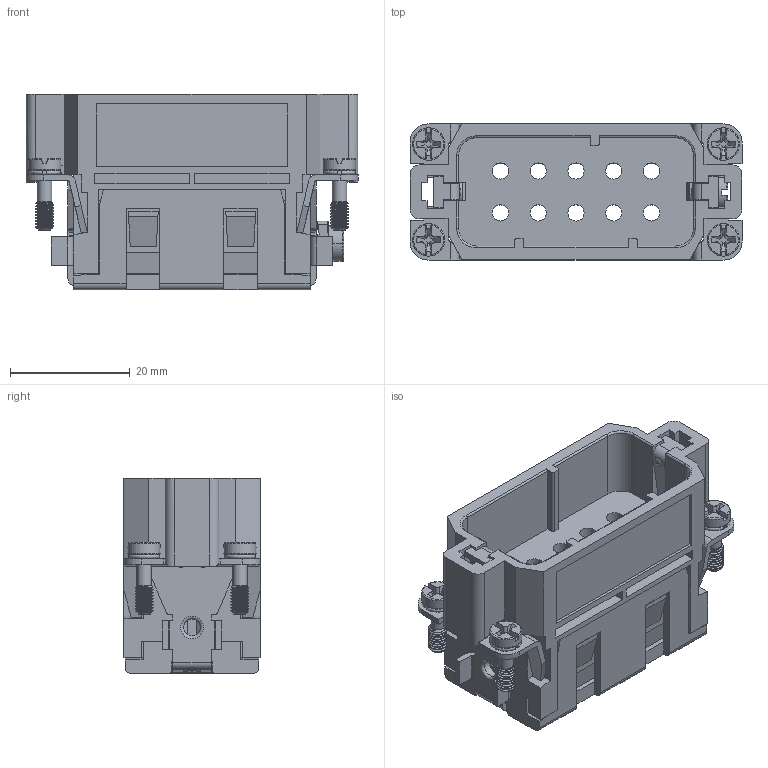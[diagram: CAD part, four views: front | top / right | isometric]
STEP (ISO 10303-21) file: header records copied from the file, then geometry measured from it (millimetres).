
FILE_DESCRIPTION(/* description */ (''),/* implementation_level */ '2;1');
FILE_NAME(/* name */ 'HA-010-MC.stp',/* time_stamp */ '2023-09-18T16:18:05+08:00',/* author */ (''),/* organization */ (''),/* preprocessor_version */ 'ST-DEVELOPER v16',/* originating_system */ 'SIEMENS PLM Software NX 10.0',/* authorisation */ '');
FILE_SCHEMA (('AUTOMOTIVE_DESIGN { 1 0 10303 214 3 1 1 1 }'));
Products named in the file (1): Admi16F8F3C4yu31
Bounding box: 55.4 x 22.7 x 32.6 mm (x, y, z)
Volume: 16384.1 mm3; surface area: 20263.5 mm2
Topology: 1 solids, 1 shells, 1235 faces, 3570 edges, 2333 vertices
Faces by surface type: plane 745, cylinder 320, torus 60, bspline 60, cone 40, sphere 8, extrusion 2
Full cylindrical faces by diameter (mm): 2 x2, 2.25 x4, 2.4 x4, 2.6 x2, 2.7 x10, 2.8 x1, 3 x2, 5 x10, 5.4 x4
Entity records: 62898 total; most frequent: CARTESIAN_POINT 30446, ORIENTED_EDGE 6866, DIRECTION 6071, EDGE_CURVE 3433, VERTEX_POINT 2276, VECTOR 2229, LINE 2227, AXIS2_PLACEMENT_3D 1921
